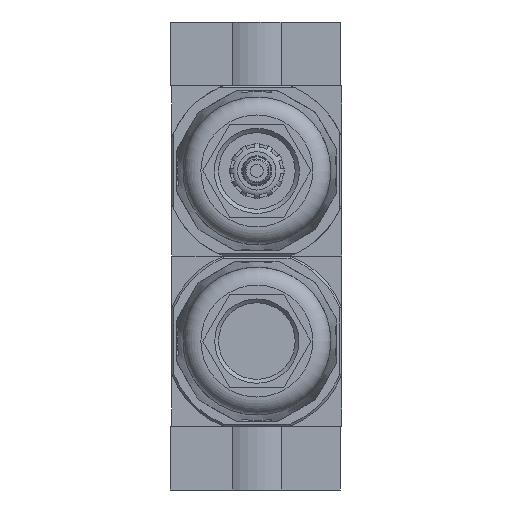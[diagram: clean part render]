
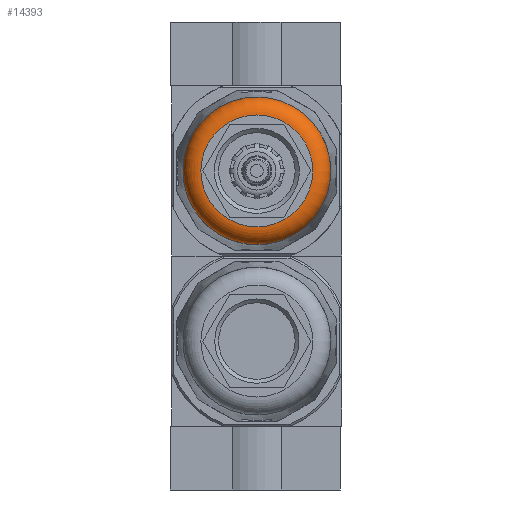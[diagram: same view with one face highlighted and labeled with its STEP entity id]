
A CAD part, front view. The second image highlights one B-rep face of the part: STEP entity #14393.
In plain terms, the highlighted toroidal (fillet/blend) face has major radius 13.15 mm and minor radius 4.2 mm.
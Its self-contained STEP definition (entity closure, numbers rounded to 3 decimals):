
#26=TOROIDAL_SURFACE('',#19946,13.15,4.2);
#1249=CIRCLE('',#19945,13.15);
#1250=CIRCLE('',#19947,17.35);
#3325=ORIENTED_EDGE('',*,*,#6793,.T.);
#3326=ORIENTED_EDGE('',*,*,#6792,.F.);
#6792=EDGE_CURVE('',#8658,#8658,#1249,.T.);
#6793=EDGE_CURVE('',#8659,#8659,#1250,.T.);
#8658=VERTEX_POINT('',#27337);
#8659=VERTEX_POINT('',#27340);
#11871=EDGE_LOOP('',(#3325));
#11872=EDGE_LOOP('',(#3326));
#12964=FACE_BOUND('',#11871,.T.);
#12965=FACE_BOUND('',#11872,.T.);
#14393=ADVANCED_FACE('',(#12964,#12965),#26,.T.);
#19945=AXIS2_PLACEMENT_3D('',#27336,#22747,#22748);
#19946=AXIS2_PLACEMENT_3D('',#27338,#22749,#22750);
#19947=AXIS2_PLACEMENT_3D('',#27339,#22751,#22752);
#22747=DIRECTION('',(0.,-1.,0.));
#22748=DIRECTION('',(0.,0.,-1.));
#22749=DIRECTION('',(0.,-1.,0.));
#22750=DIRECTION('',(0.,0.,-1.));
#22751=DIRECTION('',(0.,-1.,0.));
#22752=DIRECTION('',(0.,0.,-1.));
#27336=CARTESIAN_POINT('',(0.,-119.,0.));
#27337=CARTESIAN_POINT('',(0.,-119.,-13.15));
#27338=CARTESIAN_POINT('',(0.,-114.8,0.));
#27339=CARTESIAN_POINT('',(0.,-114.8,0.));
#27340=CARTESIAN_POINT('',(0.,-114.8,-17.35));
